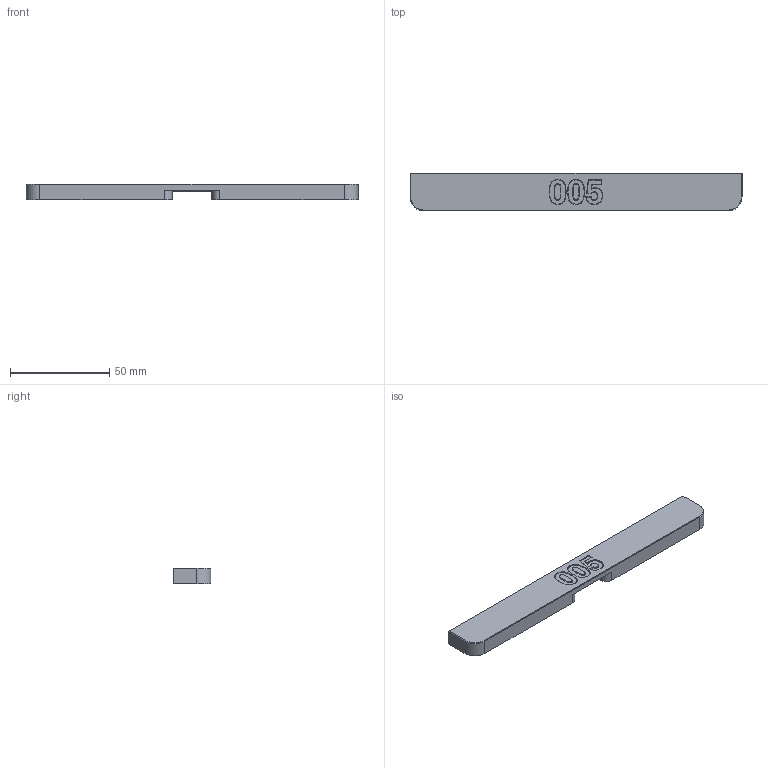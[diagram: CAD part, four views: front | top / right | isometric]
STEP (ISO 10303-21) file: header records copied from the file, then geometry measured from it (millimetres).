
FILE_DESCRIPTION(('HOOPS Exchange Step'),'2;1');
FILE_NAME('temp_export','2023-07-16T21:26:20+03:00',('nikolaskuja'),('Shapr3D Limited'),'HOOPS Exchange 2022.2','Shapr3D','Authorized');
FILE_SCHEMA( ('AUTOMOTIVE_DESIGN { 1 0 10303 214 1 1 1 1 }') );
Length unit declared in the file: millimetre
Products named in the file (2): Folder 01; root
Assembly tree (1 placements, depth 2):
  root
    Folder 01
Bounding box: 167 x 19 x 8 mm (x, y, z)
Volume: 14904.2 mm3; surface area: 9165.2 mm2
Topology: 1 solids, 1 shells, 76 faces, 172 edges, 105 vertices
Faces by surface type: plane 42, bspline 24, cylinder 8, cone 2
Full cylindrical faces by diameter (mm): 1 x2
Entity records: 3470 total; most frequent: CARTESIAN_POINT 1892, ORIENTED_EDGE 344, DIRECTION 248, EDGE_CURVE 172, VERTEX_POINT 105, VECTOR 104, LINE 104, EDGE_LOOP 83
